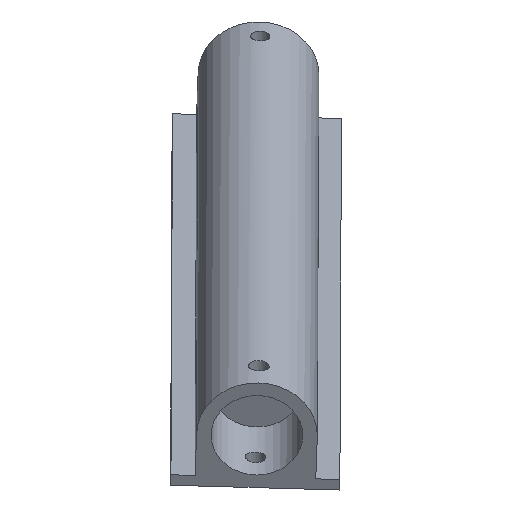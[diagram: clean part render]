
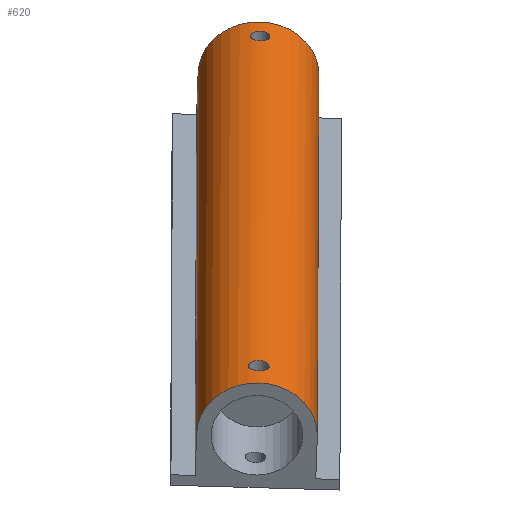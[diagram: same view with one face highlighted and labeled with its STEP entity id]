
A CAD part, front view. The second image highlights one B-rep face of the part: STEP entity #620.
In plain terms, the highlighted cylindrical face has radius 25 mm (diameter 50 mm), a partial arc.
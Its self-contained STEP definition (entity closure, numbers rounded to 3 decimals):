
#132=CARTESIAN_POINT('Vertex',(17.904,-49.466,-11.134)) ;
#135=CARTESIAN_POINT('Line Origine',(18.225,80.583,63.612)) ;
#139=CARTESIAN_POINT('Vertex',(18.546,210.633,138.358)) ;
#165=CARTESIAN_POINT('Vertex',(68.521,211.324,136.941)) ;
#168=CARTESIAN_POINT('Line Origine',(68.2,81.274,62.195)) ;
#172=CARTESIAN_POINT('Vertex',(67.879,-48.775,-12.551)) ;
#261=CARTESIAN_POINT('Axis2P3D Location',(43.533,210.979,137.65)) ;
#304=CARTESIAN_POINT('Vertex',(48.277,188.967,153.305)) ;
#310=CARTESIAN_POINT('Control Point',(48.277,188.967,153.305)) ;
#311=CARTESIAN_POINT('Control Point',(48.213,189.982,153.903)) ;
#312=CARTESIAN_POINT('Control Point',(47.717,190.935,154.562)) ;
#313=CARTESIAN_POINT('Control Point',(46.804,191.636,155.164)) ;
#314=CARTESIAN_POINT('Control Point',(44.337,192.414,155.891)) ;
#315=CARTESIAN_POINT('Control Point',(41.771,191.633,155.36)) ;
#316=CARTESIAN_POINT('Control Point',(40.707,190.779,154.696)) ;
#317=CARTESIAN_POINT('Control Point',(40.22,189.625,153.961)) ;
#318=CARTESIAN_POINT('Control Point',(40.293,188.463,153.305)) ;
#319=CARTESIAN_POINT('Vertex',(40.293,188.463,153.305)) ;
#354=CARTESIAN_POINT('Control Point',(48.277,188.967,153.305)) ;
#355=CARTESIAN_POINT('Control Point',(48.341,187.953,152.707)) ;
#356=CARTESIAN_POINT('Control Point',(47.974,186.876,152.169)) ;
#357=CARTESIAN_POINT('Control Point',(47.165,185.924,151.814)) ;
#358=CARTESIAN_POINT('Control Point',(45.342,184.935,151.495)) ;
#359=CARTESIAN_POINT('Control Point',(43.323,185.069,151.616)) ;
#360=CARTESIAN_POINT('Control Point',(42.549,185.317,151.732)) ;
#361=CARTESIAN_POINT('Control Point',(41.404,186.015,152.047)) ;
#362=CARTESIAN_POINT('Control Point',(40.668,187.041,152.543)) ;
#363=CARTESIAN_POINT('Control Point',(40.449,187.504,152.777)) ;
#364=CARTESIAN_POINT('Control Point',(40.323,187.984,153.034)) ;
#365=CARTESIAN_POINT('Control Point',(40.293,188.463,153.305)) ;
#567=CARTESIAN_POINT('Axis2P3D Location',(43.285,110.489,79.894)) ;
#572=CARTESIAN_POINT('Axis2P3D Location',(42.891,-49.121,-11.842)) ;
#584=CARTESIAN_POINT('Control Point',(39.456,-49.09,16.732)) ;
#585=CARTESIAN_POINT('Control Point',(39.526,-50.206,16.102)) ;
#586=CARTESIAN_POINT('Control Point',(40.083,-51.333,15.545)) ;
#587=CARTESIAN_POINT('Control Point',(41.108,-52.246,15.178)) ;
#588=CARTESIAN_POINT('Control Point',(43.778,-53.187,14.742)) ;
#589=CARTESIAN_POINT('Control Point',(46.456,-52.124,15.044)) ;
#590=CARTESIAN_POINT('Control Point',(47.525,-51.032,15.404)) ;
#591=CARTESIAN_POINT('Control Point',(48.014,-49.75,16.026)) ;
#592=CARTESIAN_POINT('Control Point',(47.939,-48.554,16.732)) ;
#593=CARTESIAN_POINT('Vertex',(39.456,-49.09,16.732)) ;
#595=CARTESIAN_POINT('Vertex',(47.939,-48.554,16.732)) ;
#599=CARTESIAN_POINT('Control Point',(39.456,-49.09,16.732)) ;
#600=CARTESIAN_POINT('Control Point',(39.385,-47.974,17.362)) ;
#601=CARTESIAN_POINT('Control Point',(39.8,-46.868,18.063)) ;
#602=CARTESIAN_POINT('Control Point',(40.713,-46.003,18.721)) ;
#603=CARTESIAN_POINT('Control Point',(42.7,-45.163,19.331)) ;
#604=CARTESIAN_POINT('Control Point',(44.837,-45.323,19.116)) ;
#605=CARTESIAN_POINT('Control Point',(45.623,-45.541,18.901)) ;
#606=CARTESIAN_POINT('Control Point',(46.795,-46.159,18.361)) ;
#607=CARTESIAN_POINT('Control Point',(47.549,-47.118,17.649)) ;
#608=CARTESIAN_POINT('Control Point',(47.777,-47.569,17.337)) ;
#609=CARTESIAN_POINT('Control Point',(47.907,-48.054,17.027)) ;
#610=CARTESIAN_POINT('Control Point',(47.939,-48.554,16.732)) ;
#136=DIRECTION('Vector Direction',(0.002,0.867,0.498)) ;
#169=DIRECTION('Vector Direction',(0.002,0.867,0.498)) ;
#262=DIRECTION('Axis2P3D Direction',(0.002,0.867,0.498)) ;
#568=DIRECTION('Axis2P3D Direction',(0.002,0.867,0.498)) ;
#569=DIRECTION('Axis2P3D XDirection',(-1.,-0.014,0.028)) ;
#573=DIRECTION('Axis2P3D Direction',(0.002,0.867,0.498)) ;
#263=AXIS2_PLACEMENT_3D('Circle Axis2P3D',#261,#262,$) ;
#570=AXIS2_PLACEMENT_3D('Cylinder Axis2P3D',#567,#568,#569) ;
#574=AXIS2_PLACEMENT_3D('Circle Axis2P3D',#572,#573,$) ;
#578=ORIENTED_EDGE('',*,*,#141,.F.) ;
#579=ORIENTED_EDGE('',*,*,#576,.T.) ;
#580=ORIENTED_EDGE('',*,*,#174,.T.) ;
#581=ORIENTED_EDGE('',*,*,#265,.F.) ;
#613=ORIENTED_EDGE('',*,*,#597,.F.) ;
#614=ORIENTED_EDGE('',*,*,#611,.T.) ;
#617=ORIENTED_EDGE('',*,*,#321,.F.) ;
#618=ORIENTED_EDGE('',*,*,#366,.T.) ;
#615=FACE_BOUND('',#612,.T.) ;
#619=FACE_BOUND('',#616,.T.) ;
#137=VECTOR('Line Direction',#136,1.) ;
#170=VECTOR('Line Direction',#169,1.) ;
#620=ADVANCED_FACE('Corps principal',(#582,#615,#619),#571,.T.) ;
#309=B_SPLINE_CURVE_WITH_KNOTS('',5,(#310,#311,#312,#313,#314,#315,#316,#317,#318),.UNSPECIFIED.,.F.,.U.,(6,3,6),(0.,8.345,17.8),.UNSPECIFIED.) ;
#353=B_SPLINE_CURVE_WITH_KNOTS('',5,(#354,#355,#356,#357,#358,#359,#360,#361,#362,#363,#364,#365),.UNSPECIFIED.,.F.,.U.,(6,3,3,6),(0.,8.339,13.905,17.8),.UNSPECIFIED.) ;
#583=B_SPLINE_CURVE_WITH_KNOTS('',5,(#584,#585,#586,#587,#588,#589,#590,#591,#592),.UNSPECIFIED.,.F.,.U.,(6,3,6),(0.,9.078,18.917),.UNSPECIFIED.) ;
#598=B_SPLINE_CURVE_WITH_KNOTS('',5,(#599,#600,#601,#602,#603,#604,#605,#606,#607,#608,#609,#610),.UNSPECIFIED.,.F.,.U.,(6,3,3,6),(0.,9.071,14.805,18.916),.UNSPECIFIED.) ;
#264=CIRCLE('generated circle',#263,25.) ;
#575=CIRCLE('generated circle',#574,25.) ;
#571=CYLINDRICAL_SURFACE('generated cylinder',#570,25.) ;
#141=EDGE_CURVE('',#133,#140,#138,.T.) ;
#174=EDGE_CURVE('',#173,#166,#171,.T.) ;
#265=EDGE_CURVE('',#140,#166,#264,.T.) ;
#321=EDGE_CURVE('',#305,#320,#309,.T.) ;
#366=EDGE_CURVE('',#305,#320,#353,.T.) ;
#576=EDGE_CURVE('',#133,#173,#575,.T.) ;
#597=EDGE_CURVE('',#594,#596,#583,.T.) ;
#611=EDGE_CURVE('',#594,#596,#598,.T.) ;
#577=EDGE_LOOP('',(#578,#579,#580,#581)) ;
#612=EDGE_LOOP('',(#613,#614)) ;
#616=EDGE_LOOP('',(#617,#618)) ;
#582=FACE_OUTER_BOUND('',#577,.T.) ;
#138=LINE('Line',#135,#137) ;
#171=LINE('Line',#168,#170) ;
#133=VERTEX_POINT('',#132) ;
#140=VERTEX_POINT('',#139) ;
#166=VERTEX_POINT('',#165) ;
#173=VERTEX_POINT('',#172) ;
#305=VERTEX_POINT('',#304) ;
#320=VERTEX_POINT('',#319) ;
#594=VERTEX_POINT('',#593) ;
#596=VERTEX_POINT('',#595) ;
